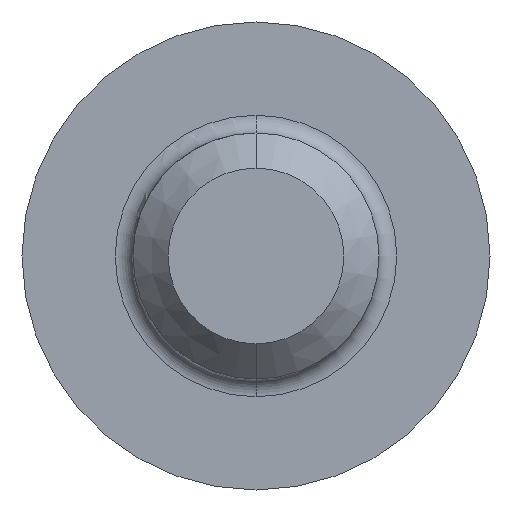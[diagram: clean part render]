
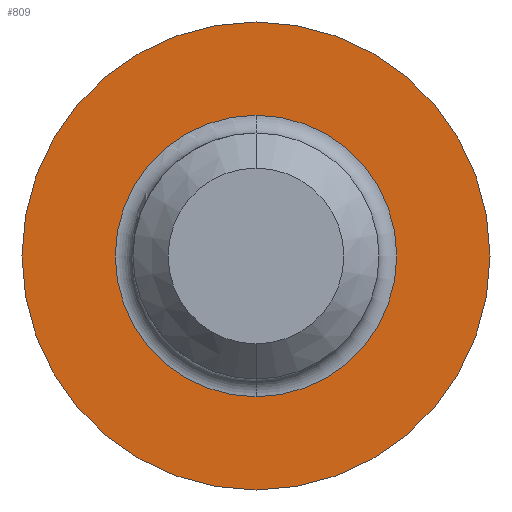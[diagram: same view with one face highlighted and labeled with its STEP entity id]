
A CAD part, front view. The second image highlights one B-rep face of the part: STEP entity #809.
In plain terms, the highlighted planar face has unit normal (0, -1, 0).
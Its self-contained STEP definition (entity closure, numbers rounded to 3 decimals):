
#6 = AXIS2_PLACEMENT_3D ( 'NONE', #381, #583, #683 ) ;
#26 = CARTESIAN_POINT ( 'NONE',  ( 0., 0., 3.962 ) ) ;
#28 = CIRCLE ( 'NONE', #703, 3.962 ) ;
#42 = AXIS2_PLACEMENT_3D ( 'NONE', #758, #763, #254 ) ;
#69 = EDGE_LOOP ( 'NONE', ( #215, #454 ) ) ;
#141 = DIRECTION ( 'NONE',  ( 0., 0., -1. ) ) ;
#144 = DIRECTION ( 'NONE',  ( 0., -1., 0. ) ) ;
#204 = DIRECTION ( 'NONE',  ( 0., -1., 0. ) ) ;
#215 = ORIENTED_EDGE ( 'NONE', *, *, #1099, .F. ) ;
#254 = DIRECTION ( 'NONE',  ( 0., 0., -1. ) ) ;
#312 = EDGE_LOOP ( 'NONE', ( #786, #1285 ) ) ;
#331 = CARTESIAN_POINT ( 'NONE',  ( 0., 0., 2.383 ) ) ;
#347 = AXIS2_PLACEMENT_3D ( 'NONE', #546, #144, #141 ) ;
#381 = CARTESIAN_POINT ( 'NONE',  ( 0., 0., 0. ) ) ;
#454 = ORIENTED_EDGE ( 'NONE', *, *, #1282, .F. ) ;
#486 = CARTESIAN_POINT ( 'NONE',  ( 0., 0., -3.962 ) ) ;
#546 = CARTESIAN_POINT ( 'NONE',  ( 0., 0., 0. ) ) ;
#565 = CARTESIAN_POINT ( 'NONE',  ( 0., 0., -2.383 ) ) ;
#583 = DIRECTION ( 'NONE',  ( 0., -1., 0. ) ) ;
#680 = CARTESIAN_POINT ( 'NONE',  ( 0., 0., 0. ) ) ;
#683 = DIRECTION ( 'NONE',  ( 0., 0., -1. ) ) ;
#688 = DIRECTION ( 'NONE',  ( 0., -1., 0. ) ) ;
#692 = VERTEX_POINT ( 'NONE', #565 ) ;
#699 = PLANE ( 'NONE',  #6 ) ;
#703 = AXIS2_PLACEMENT_3D ( 'NONE', #718, #204, #1320 ) ;
#715 = CIRCLE ( 'NONE', #42, 3.962 ) ;
#718 = CARTESIAN_POINT ( 'NONE',  ( 0., 0., 0. ) ) ;
#758 = CARTESIAN_POINT ( 'NONE',  ( 0., 0., 0. ) ) ;
#763 = DIRECTION ( 'NONE',  ( 0., -1., 0. ) ) ;
#769 = VERTEX_POINT ( 'NONE', #486 ) ;
#770 = DIRECTION ( 'NONE',  ( 0., 0., -1. ) ) ;
#786 = ORIENTED_EDGE ( 'NONE', *, *, #1170, .T. ) ;
#809 = ADVANCED_FACE ( 'NONE', ( #1005, #860 ), #699, .T. ) ;
#843 = EDGE_CURVE ( 'NONE', #1070, #769, #28, .T. ) ;
#860 = FACE_OUTER_BOUND ( 'NONE', #312, .T. ) ;
#866 = AXIS2_PLACEMENT_3D ( 'NONE', #680, #688, #770 ) ;
#915 = VERTEX_POINT ( 'NONE', #331 ) ;
#1005 = FACE_BOUND ( 'NONE', #69, .T. ) ;
#1070 = VERTEX_POINT ( 'NONE', #26 ) ;
#1099 = EDGE_CURVE ( 'NONE', #692, #915, #1143, .T. ) ;
#1143 = CIRCLE ( 'NONE', #347, 2.383 ) ;
#1170 = EDGE_CURVE ( 'NONE', #769, #1070, #715, .T. ) ;
#1224 = CIRCLE ( 'NONE', #866, 2.383 ) ;
#1282 = EDGE_CURVE ( 'NONE', #915, #692, #1224, .T. ) ;
#1285 = ORIENTED_EDGE ( 'NONE', *, *, #843, .T. ) ;
#1320 = DIRECTION ( 'NONE',  ( 0., 0., -1. ) ) ;
